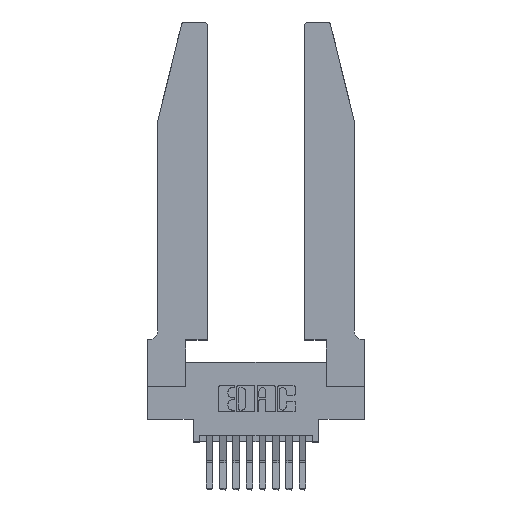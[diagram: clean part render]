
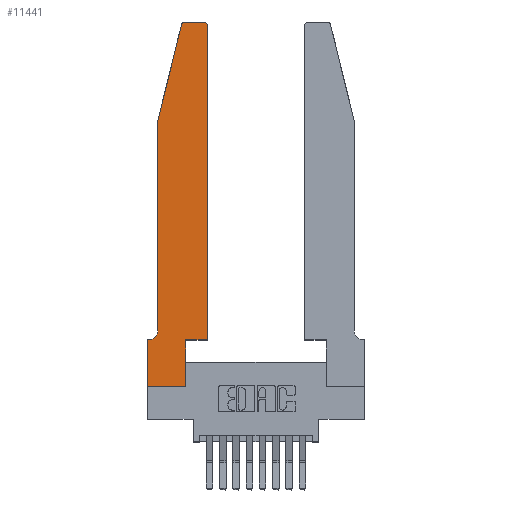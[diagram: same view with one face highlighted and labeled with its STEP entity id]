
A CAD part, top view. The second image highlights one B-rep face of the part: STEP entity #11441.
In plain terms, the highlighted planar face has unit normal (0, 0, 1).
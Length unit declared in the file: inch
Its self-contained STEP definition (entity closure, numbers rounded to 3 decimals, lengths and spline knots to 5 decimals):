
#90 = CARTESIAN_POINT ( 'NONE',  ( 0.0755, 0.35, 0.37 ) ) ;
#777 = VECTOR ( 'NONE', #10183, 39.37008 ) ;
#869 = ORIENTED_EDGE ( 'NONE', *, *, #11465, .T. ) ;
#923 = CARTESIAN_POINT ( 'NONE',  ( 0.4205, 2.75, 0.37 ) ) ;
#1131 = VERTEX_POINT ( 'NONE', #13894 ) ;
#1194 = VECTOR ( 'NONE', #2186, 39.37008 ) ;
#1229 = EDGE_CURVE ( 'NONE', #5261, #7384, #1330, .T. ) ;
#1327 = CARTESIAN_POINT ( 'NONE',  ( 0.2605, 2.75, 0.37 ) ) ;
#1330 = CIRCLE ( 'NONE', #3418, 0.07 ) ;
#1368 = ORIENTED_EDGE ( 'NONE', *, *, #11115, .T. ) ;
#1408 = CARTESIAN_POINT ( 'NONE',  ( 0.4205, 2.72, 0.37 ) ) ;
#1610 = LINE ( 'NONE', #3880, #1997 ) ;
#1654 = DIRECTION ( 'NONE',  ( 1., 0., 0. ) ) ;
#1717 = DIRECTION ( 'NONE',  ( 0., 0., 1. ) ) ;
#1997 = VECTOR ( 'NONE', #5089, 39.37008 ) ;
#2186 = DIRECTION ( 'NONE',  ( 1., 0., 0. ) ) ;
#2263 = DIRECTION ( 'NONE',  ( 0., 0., -1. ) ) ;
#2281 = DIRECTION ( 'NONE',  ( -0.239, -0.971, 0. ) ) ;
#2287 = VERTEX_POINT ( 'NONE', #12493 ) ;
#2433 = CARTESIAN_POINT ( 'NONE',  ( 0.0755, 2., 0.37 ) ) ;
#2947 = CARTESIAN_POINT ( 'NONE',  ( 0.284, 2.72, 0.37 ) ) ;
#3061 = LINE ( 'NONE', #2433, #11649 ) ;
#3065 = CARTESIAN_POINT ( 'NONE',  ( 0.0055, 0.35, 0.37 ) ) ;
#3291 = EDGE_CURVE ( 'NONE', #9550, #11165, #15028, .T. ) ;
#3324 = VERTEX_POINT ( 'NONE', #11103 ) ;
#3418 = AXIS2_PLACEMENT_3D ( 'NONE', #9575, #2263, #10802 ) ;
#3506 = ORIENTED_EDGE ( 'NONE', *, *, #4967, .T. ) ;
#3575 = DIRECTION ( 'NONE',  ( 1., 0., 0. ) ) ;
#3849 = ORIENTED_EDGE ( 'NONE', *, *, #1229, .T. ) ;
#3880 = CARTESIAN_POINT ( 'NONE',  ( 0.0755, 2., 0.37 ) ) ;
#3961 = CARTESIAN_POINT ( 'NONE',  ( 0.4505, 0.35, 0.37 ) ) ;
#4581 = CARTESIAN_POINT ( 'NONE',  ( 0., 0., 0.37 ) ) ;
#4713 = DIRECTION ( 'NONE',  ( -1., 0., 0. ) ) ;
#4967 = EDGE_CURVE ( 'NONE', #7384, #6473, #12687, .T. ) ;
#5089 = DIRECTION ( 'NONE',  ( 0., -1., 0. ) ) ;
#5127 = EDGE_CURVE ( 'NONE', #1131, #5261, #1610, .T. ) ;
#5178 = VECTOR ( 'NONE', #3575, 39.37008 ) ;
#5261 = VERTEX_POINT ( 'NONE', #7422 ) ;
#5262 = LINE ( 'NONE', #11242, #15607 ) ;
#5444 = ORIENTED_EDGE ( 'NONE', *, *, #14221, .T. ) ;
#5874 = LINE ( 'NONE', #1327, #10841 ) ;
#6369 = ORIENTED_EDGE ( 'NONE', *, *, #7644, .T. ) ;
#6473 = VERTEX_POINT ( 'NONE', #15064 ) ;
#6547 = DIRECTION ( 'NONE',  ( 0., -1., 0. ) ) ;
#6786 = CARTESIAN_POINT ( 'NONE',  ( 0.25487, 2.72718, 0.37 ) ) ;
#6827 = VERTEX_POINT ( 'NONE', #6786 ) ;
#6951 = VERTEX_POINT ( 'NONE', #14050 ) ;
#7198 = CARTESIAN_POINT ( 'NONE',  ( 0.4505, 0.35, 0.37 ) ) ;
#7384 = VERTEX_POINT ( 'NONE', #3065 ) ;
#7422 = CARTESIAN_POINT ( 'NONE',  ( 0.0755, 0.42, 0.37 ) ) ;
#7493 = DIRECTION ( 'NONE',  ( 0., 0., 1. ) ) ;
#7573 = ORIENTED_EDGE ( 'NONE', *, *, #5127, .T. ) ;
#7581 = CARTESIAN_POINT ( 'NONE',  ( 0., 0., 0.37 ) ) ;
#7644 = EDGE_CURVE ( 'NONE', #6473, #15739, #5262, .T. ) ;
#7669 = VECTOR ( 'NONE', #14315, 39.37008 ) ;
#8379 = ORIENTED_EDGE ( 'NONE', *, *, #12890, .T. ) ;
#8478 = ORIENTED_EDGE ( 'NONE', *, *, #14514, .T. ) ;
#8753 = EDGE_LOOP ( 'NONE', ( #8379, #5444, #8941, #7573, #3849, #3506, #6369, #8478, #1368, #13440, #869, #11476 ) ) ;
#8813 = DIRECTION ( 'NONE',  ( 1., 0., 0. ) ) ;
#8856 = CIRCLE ( 'NONE', #10636, 0.03 ) ;
#8941 = ORIENTED_EDGE ( 'NONE', *, *, #11891, .T. ) ;
#8963 = CARTESIAN_POINT ( 'NONE',  ( 0., 0.35, 0.37 ) ) ;
#9321 = AXIS2_PLACEMENT_3D ( 'NONE', #1408, #7493, #8813 ) ;
#9550 = VERTEX_POINT ( 'NONE', #14048 ) ;
#9575 = CARTESIAN_POINT ( 'NONE',  ( 0.0055, 0.42, 0.37 ) ) ;
#10132 = LINE ( 'NONE', #14111, #7669 ) ;
#10183 = DIRECTION ( 'NONE',  ( 0., 1., 0. ) ) ;
#10519 = LINE ( 'NONE', #3961, #777 ) ;
#10636 = AXIS2_PLACEMENT_3D ( 'NONE', #2947, #1717, #15069 ) ;
#10802 = DIRECTION ( 'NONE',  ( -1., 0., 0. ) ) ;
#10841 = VECTOR ( 'NONE', #14618, 39.37008 ) ;
#11103 = CARTESIAN_POINT ( 'NONE',  ( 0.4505, 0.35, 0.37 ) ) ;
#11115 = EDGE_CURVE ( 'NONE', #14597, #6951, #10132, .T. ) ;
#11165 = VERTEX_POINT ( 'NONE', #923 ) ;
#11242 = CARTESIAN_POINT ( 'NONE',  ( 0., 0., 0.37 ) ) ;
#11252 = EDGE_CURVE ( 'NONE', #6951, #3324, #11677, .T. ) ;
#11298 = CARTESIAN_POINT ( 'NONE',  ( 0.2865, 0., 0.37 ) ) ;
#11441 = ADVANCED_FACE ( 'NONE', ( #14915 ), #15062, .T. ) ;
#11465 = EDGE_CURVE ( 'NONE', #3324, #9550, #10519, .T. ) ;
#11476 = ORIENTED_EDGE ( 'NONE', *, *, #3291, .T. ) ;
#11649 = VECTOR ( 'NONE', #2281, 39.37008 ) ;
#11677 = LINE ( 'NONE', #7198, #5178 ) ;
#11891 = EDGE_CURVE ( 'NONE', #6827, #1131, #3061, .T. ) ;
#12493 = CARTESIAN_POINT ( 'NONE',  ( 0.284, 2.75, 0.37 ) ) ;
#12579 = DIRECTION ( 'NONE',  ( 0., 0., 1. ) ) ;
#12687 = LINE ( 'NONE', #90, #14419 ) ;
#12890 = EDGE_CURVE ( 'NONE', #11165, #2287, #5874, .T. ) ;
#12925 = AXIS2_PLACEMENT_3D ( 'NONE', #8963, #12579, #1654 ) ;
#13440 = ORIENTED_EDGE ( 'NONE', *, *, #11252, .T. ) ;
#13894 = CARTESIAN_POINT ( 'NONE',  ( 0.0755, 2., 0.37 ) ) ;
#14048 = CARTESIAN_POINT ( 'NONE',  ( 0.4505, 2.72, 0.37 ) ) ;
#14050 = CARTESIAN_POINT ( 'NONE',  ( 0.2865, 0.35, 0.37 ) ) ;
#14111 = CARTESIAN_POINT ( 'NONE',  ( 0.2865, 0.35, 0.37 ) ) ;
#14221 = EDGE_CURVE ( 'NONE', #2287, #6827, #8856, .T. ) ;
#14315 = DIRECTION ( 'NONE',  ( 0., 1., 0. ) ) ;
#14419 = VECTOR ( 'NONE', #4713, 39.37008 ) ;
#14514 = EDGE_CURVE ( 'NONE', #15739, #14597, #14959, .T. ) ;
#14597 = VERTEX_POINT ( 'NONE', #11298 ) ;
#14618 = DIRECTION ( 'NONE',  ( -1., 0., 0. ) ) ;
#14915 = FACE_OUTER_BOUND ( 'NONE', #8753, .T. ) ;
#14959 = LINE ( 'NONE', #4581, #1194 ) ;
#15028 = CIRCLE ( 'NONE', #9321, 0.03 ) ;
#15062 = PLANE ( 'NONE',  #12925 ) ;
#15064 = CARTESIAN_POINT ( 'NONE',  ( 0., 0.35, 0.37 ) ) ;
#15069 = DIRECTION ( 'NONE',  ( 1., 0., 0. ) ) ;
#15607 = VECTOR ( 'NONE', #6547, 39.37008 ) ;
#15739 = VERTEX_POINT ( 'NONE', #7581 ) ;
